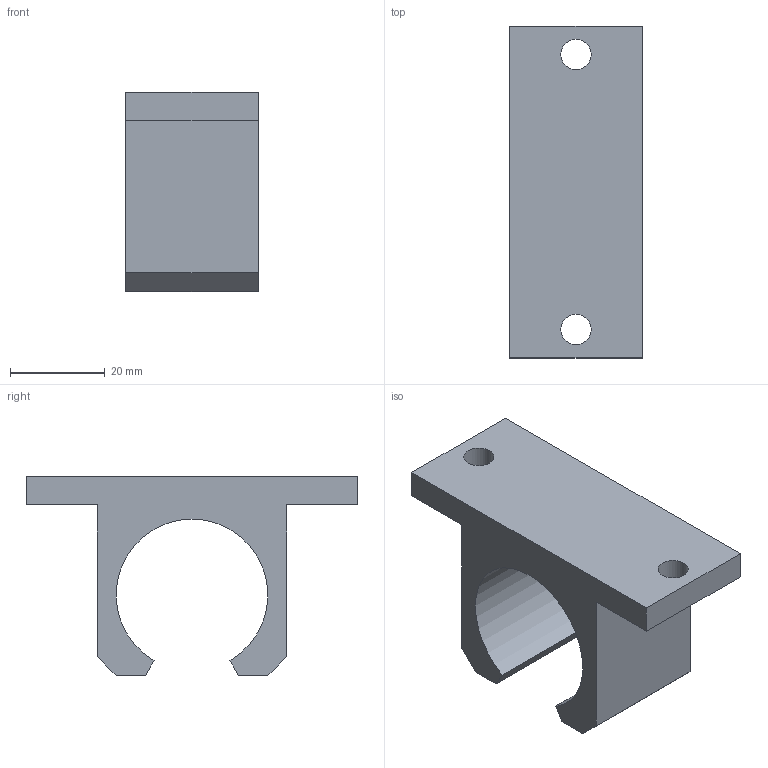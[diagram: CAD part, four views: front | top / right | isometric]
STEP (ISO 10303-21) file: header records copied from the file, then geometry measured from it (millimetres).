
FILE_DESCRIPTION( ( 'STEP AP214' ), '1' );
FILE_NAME( 'SLGSO-20.stp', '2010-01-20T15:51:27', ( ' ' ), ( ' ' ), 'XStep 1.0', ' ', ' ' );
FILE_SCHEMA( ( 'CONFIG_CONTROL_DESIGN) ( )' ) );
Length unit declared in the file: metre
Products named in the file (1): 1
Bounding box: 28 x 70 x 42 mm (x, y, z)
Volume: 27808.3 mm3; surface area: 10266.6 mm2
Topology: 1 solids, 1 shells, 18 faces, 50 edges, 34 vertices
Faces by surface type: plane 15, cylinder 3
Full cylindrical faces by diameter (mm): 6.4 x2
Entity records: 716 total; most frequent: CARTESIAN_POINT 97, ORIENTED_EDGE 92, DIRECTION 90, EDGE_CURVE 46, LINE 40, VECTOR 40, VERTEX_POINT 32, AXIS2_PLACEMENT_3D 25
